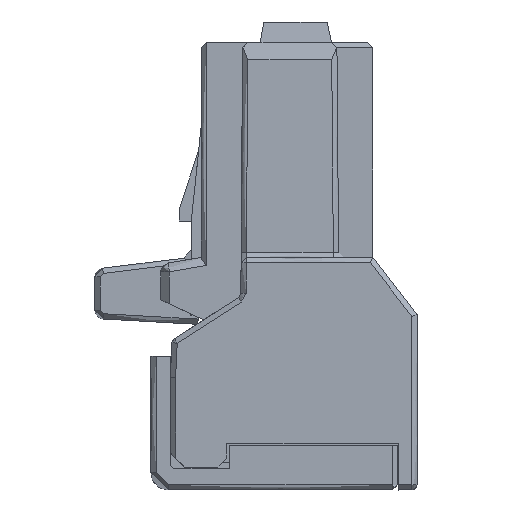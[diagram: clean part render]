
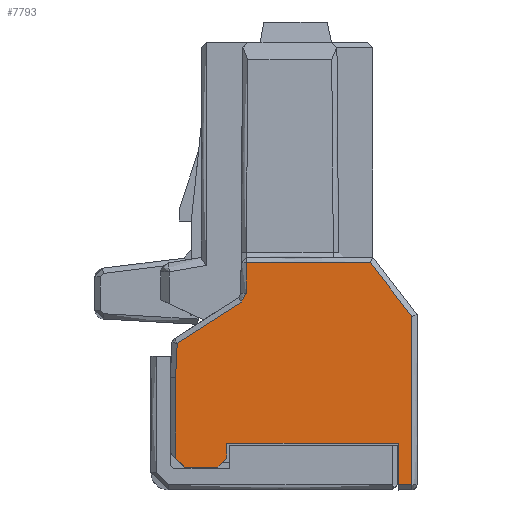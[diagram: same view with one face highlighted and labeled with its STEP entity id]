
A CAD part, left-side view. The second image highlights one B-rep face of the part: STEP entity #7793.
In plain terms, the highlighted free-form (B-spline) face has degree [1, 1] with [2, 2] control points.
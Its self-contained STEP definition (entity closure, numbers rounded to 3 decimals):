
#6174=CARTESIAN_POINT('',(-0.688,12.15,0.545));
#6175=VERTEX_POINT('',#6174);
#6181=CARTESIAN_POINT('',(-0.688,12.65,1.045));
#6182=VERTEX_POINT('',#6181);
#6183=CARTESIAN_POINT('',(-0.688,12.65,1.045));
#6184=CARTESIAN_POINT('',(-0.688,12.15,0.545));
#6185=B_SPLINE_CURVE_WITH_KNOTS('',1,(#6183,#6184),.POLYLINE_FORM.,.F.,.U.,(2,2),(0.,1.),.UNSPECIFIED.);
#6186=EDGE_CURVE('',#6182,#6175,#6185,.T.);
#6225=CARTESIAN_POINT('',(-0.688,12.65,5.631));
#6226=VERTEX_POINT('',#6225);
#6239=CARTESIAN_POINT('',(-0.688,12.65,5.631));
#6240=CARTESIAN_POINT('',(-0.688,12.65,1.045));
#6241=B_SPLINE_CURVE_WITH_KNOTS('',1,(#6239,#6240),.POLYLINE_FORM.,.F.,.U.,(2,2),(0.,1.),.UNSPECIFIED.);
#6242=EDGE_CURVE('',#6226,#6182,#6241,.T.);
#7677=CARTESIAN_POINT('',(-0.688,10.25,0.545));
#7678=VERTEX_POINT('',#7677);
#7679=CARTESIAN_POINT('',(-0.688,12.15,0.545));
#7680=CARTESIAN_POINT('',(-0.688,10.25,0.545));
#7681=B_SPLINE_CURVE_WITH_KNOTS('',1,(#7679,#7680),.POLYLINE_FORM.,.F.,.U.,(2,2),(0.,1.),.UNSPECIFIED.);
#7682=EDGE_CURVE('',#6175,#7678,#7681,.T.);
#7700=CARTESIAN_POINT('',(-0.703,-1539.495,-1538.668));
#7701=CARTESIAN_POINT('',(-0.703,3218.218,-1538.668));
#7702=CARTESIAN_POINT('',(-0.673,-1539.495,1554.939));
#7703=CARTESIAN_POINT('',(-0.673,3218.218,1554.939));
#7704=B_SPLINE_SURFACE_WITH_KNOTS('',1,1,((#7700,#7701),(#7702,#7703)),.PLANE_SURF.,.F.,.F.,.U.,(2,2),(2,2),(0.,1.),(0.,1.538),.UNSPECIFIED.);
#7705=CARTESIAN_POINT('',(-0.688,9.75,1.045));
#7706=VERTEX_POINT('',#7705);
#7707=CARTESIAN_POINT('',(-0.688,10.25,0.545));
#7708=CARTESIAN_POINT('',(-0.688,9.75,1.045));
#7709=B_SPLINE_CURVE_WITH_KNOTS('',1,(#7707,#7708),.POLYLINE_FORM.,.F.,.U.,(2,2),(0.,1.),.UNSPECIFIED.);
#7710=EDGE_CURVE('',#7678,#7706,#7709,.T.);
#7711=ORIENTED_EDGE('',*,*,#7710,.T.);
#7712=CARTESIAN_POINT('',(-0.688,9.75,1.895));
#7713=VERTEX_POINT('',#7712);
#7714=CARTESIAN_POINT('',(-0.688,9.75,1.045));
#7715=CARTESIAN_POINT('',(-0.688,9.75,1.895));
#7716=B_SPLINE_CURVE_WITH_KNOTS('',1,(#7714,#7715),.POLYLINE_FORM.,.F.,.U.,(2,2),(0.,1.),.UNSPECIFIED.);
#7717=EDGE_CURVE('',#7706,#7713,#7716,.T.);
#7718=ORIENTED_EDGE('',*,*,#7717,.T.);
#7719=CARTESIAN_POINT('',(-0.688,0.,1.895));
#7720=VERTEX_POINT('',#7719);
#7721=CARTESIAN_POINT('',(-0.688,9.75,1.895));
#7722=CARTESIAN_POINT('',(-0.688,0.,1.895));
#7723=B_SPLINE_CURVE_WITH_KNOTS('',1,(#7721,#7722),.POLYLINE_FORM.,.F.,.U.,(2,2),(0.,1.),.UNSPECIFIED.);
#7724=EDGE_CURVE('',#7713,#7720,#7723,.T.);
#7725=ORIENTED_EDGE('',*,*,#7724,.T.);
#7726=CARTESIAN_POINT('',(-0.688,0.,-0.455));
#7727=VERTEX_POINT('',#7726);
#7728=CARTESIAN_POINT('',(-0.688,0.,-0.455));
#7729=CARTESIAN_POINT('',(-0.688,0.,1.895));
#7730=B_SPLINE_CURVE_WITH_KNOTS('',1,(#7728,#7729),.POLYLINE_FORM.,.F.,.U.,(2,2),(0.,1.),.UNSPECIFIED.);
#7731=EDGE_CURVE('',#7727,#7720,#7730,.T.);
#7732=ORIENTED_EDGE('',*,*,#7731,.F.);
#7733=CARTESIAN_POINT('',(-0.688,-0.75,-0.455));
#7734=VERTEX_POINT('',#7733);
#7735=CARTESIAN_POINT('',(-0.688,-0.75,-0.455));
#7736=CARTESIAN_POINT('',(-0.688,0.,-0.455));
#7737=B_SPLINE_CURVE_WITH_KNOTS('',1,(#7735,#7736),.POLYLINE_FORM.,.F.,.U.,(2,2),(0.,1.),.UNSPECIFIED.);
#7738=EDGE_CURVE('',#7734,#7727,#7737,.T.);
#7739=ORIENTED_EDGE('',*,*,#7738,.F.);
#7740=CARTESIAN_POINT('',(-0.688,-0.75,9.093));
#7741=VERTEX_POINT('',#7740);
#7742=CARTESIAN_POINT('',(-0.688,-0.75,-0.455));
#7743=CARTESIAN_POINT('',(-0.688,-0.75,9.093));
#7744=B_SPLINE_CURVE_WITH_KNOTS('',1,(#7742,#7743),.POLYLINE_FORM.,.F.,.U.,(2,2),(0.,1.),.UNSPECIFIED.);
#7745=EDGE_CURVE('',#7734,#7741,#7744,.T.);
#7746=ORIENTED_EDGE('',*,*,#7745,.T.);
#7747=CARTESIAN_POINT('',(-0.688,1.6,12.145));
#7748=VERTEX_POINT('',#7747);
#7749=CARTESIAN_POINT('',(-0.688,-0.75,9.093));
#7750=CARTESIAN_POINT('',(-0.688,1.6,12.145));
#7751=B_SPLINE_CURVE_WITH_KNOTS('',1,(#7749,#7750),.POLYLINE_FORM.,.F.,.U.,(2,2),(0.,1.),.UNSPECIFIED.);
#7752=EDGE_CURVE('',#7741,#7748,#7751,.T.);
#7753=ORIENTED_EDGE('',*,*,#7752,.T.);
#7754=CARTESIAN_POINT('',(-0.688,8.637,12.145));
#7755=VERTEX_POINT('',#7754);
#7756=CARTESIAN_POINT('',(-0.688,1.6,12.145));
#7757=CARTESIAN_POINT('',(-0.688,8.637,12.145));
#7758=B_SPLINE_CURVE_WITH_KNOTS('',1,(#7756,#7757),.POLYLINE_FORM.,.F.,.U.,(2,2),(0.,1.),.UNSPECIFIED.);
#7759=EDGE_CURVE('',#7748,#7755,#7758,.T.);
#7760=ORIENTED_EDGE('',*,*,#7759,.T.);
#7761=CARTESIAN_POINT('',(-0.688,8.649,10.406));
#7762=VERTEX_POINT('',#7761);
#7763=CARTESIAN_POINT('',(-0.688,8.649,10.406));
#7764=CARTESIAN_POINT('',(-0.688,8.637,12.145));
#7765=B_SPLINE_CURVE_WITH_KNOTS('',1,(#7763,#7764),.POLYLINE_FORM.,.F.,.U.,(2,2),(0.,1.),.UNSPECIFIED.);
#7766=EDGE_CURVE('',#7762,#7755,#7765,.T.);
#7767=ORIENTED_EDGE('',*,*,#7766,.F.);
#7768=CARTESIAN_POINT('',(-0.688,8.925,9.905));
#7769=VERTEX_POINT('',#7768);
#7770=CARTESIAN_POINT('',(-0.688,8.925,9.905));
#7771=CARTESIAN_POINT('',(-0.688,8.651,10.08));
#7772=CARTESIAN_POINT('',(-0.688,8.649,10.406));
#7773=(BOUNDED_CURVE()B_SPLINE_CURVE(2,(#7770,#7771,#7772),.CIRCULAR_ARC.,.F.,.U.)B_SPLINE_CURVE_WITH_KNOTS((3,3),(0.,1.),.UNSPECIFIED.)CURVE()GEOMETRIC_REPRESENTATION_ITEM()RATIONAL_B_SPLINE_CURVE((1.,0.879,1.))REPRESENTATION_ITEM(''));
#7774=EDGE_CURVE('',#7769,#7762,#7773,.T.);
#7775=ORIENTED_EDGE('',*,*,#7774,.F.);
#7776=CARTESIAN_POINT('',(-0.688,12.558,7.576));
#7777=VERTEX_POINT('',#7776);
#7778=CARTESIAN_POINT('',(-0.688,12.558,7.576));
#7779=CARTESIAN_POINT('',(-0.688,8.925,9.905));
#7780=B_SPLINE_CURVE_WITH_KNOTS('',1,(#7778,#7779),.POLYLINE_FORM.,.F.,.U.,(2,2),(0.,1.),.UNSPECIFIED.);
#7781=EDGE_CURVE('',#7777,#7769,#7780,.T.);
#7782=ORIENTED_EDGE('',*,*,#7781,.F.);
#7783=CARTESIAN_POINT('',(-0.688,12.558,7.576));
#7784=CARTESIAN_POINT('',(-0.688,12.65,5.631));
#7785=B_SPLINE_CURVE_WITH_KNOTS('',1,(#7783,#7784),.POLYLINE_FORM.,.F.,.U.,(2,2),(0.,1.),.UNSPECIFIED.);
#7786=EDGE_CURVE('',#7777,#6226,#7785,.T.);
#7787=ORIENTED_EDGE('',*,*,#7786,.T.);
#7788=ORIENTED_EDGE('',*,*,#6242,.T.);
#7789=ORIENTED_EDGE('',*,*,#6186,.T.);
#7790=ORIENTED_EDGE('',*,*,#7682,.T.);
#7791=EDGE_LOOP('',(#7711,#7718,#7725,#7732,#7739,#7746,#7753,#7760,#7767,#7775,#7782,#7787,#7788,#7789,#7790));
#7792=FACE_OUTER_BOUND('',#7791,.T.);
#7793=ADVANCED_FACE('',(#7792),#7704,.T.);
